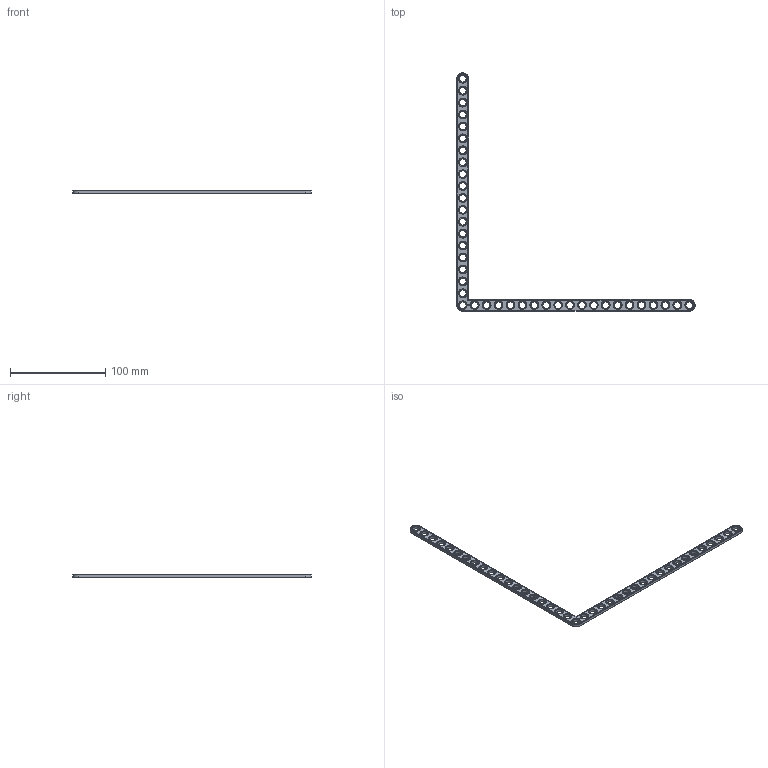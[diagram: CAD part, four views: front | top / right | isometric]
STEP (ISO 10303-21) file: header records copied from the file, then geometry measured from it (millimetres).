
FILE_DESCRIPTION(('FreeCAD Model'),'2;1');
FILE_NAME('Open CASCADE Shape Model','2024-02-09T22:39:40',(''),(''), 'Open CASCADE STEP processor 7.6','FreeCAD','Unknown');
FILE_SCHEMA(('AUTOMOTIVE_DESIGN { 1 0 10303 214 1 1 1 1 }'));
Length unit declared in the file: millimetre
Products named in the file (1): Brace AGD 90 SYM ERR BU20x00.25 - SPN-BRC-0628 (stemfie.org)
Bounding box: 250 x 250 x 3.12 mm (x, y, z)
Volume: 13578 mm3; surface area: 14648.3 mm2
Topology: 1 solids, 1 shells, 760 faces, 1957 edges, 1274 vertices
Faces by surface type: plane 364, extrusion 228, cone 84, cylinder 84
Full cylindrical faces by diameter (mm): 7 x39, 9.2 x39
Entity records: 50366 total; most frequent: CARTESIAN_POINT 12391, DIRECTION 6199, VECTOR 4500, LINE 4272, ORIENTED_EDGE 3914, PCURVE 3914, DEFINITIONAL_REPRESENTATION 3914, EDGE_CURVE 1957
